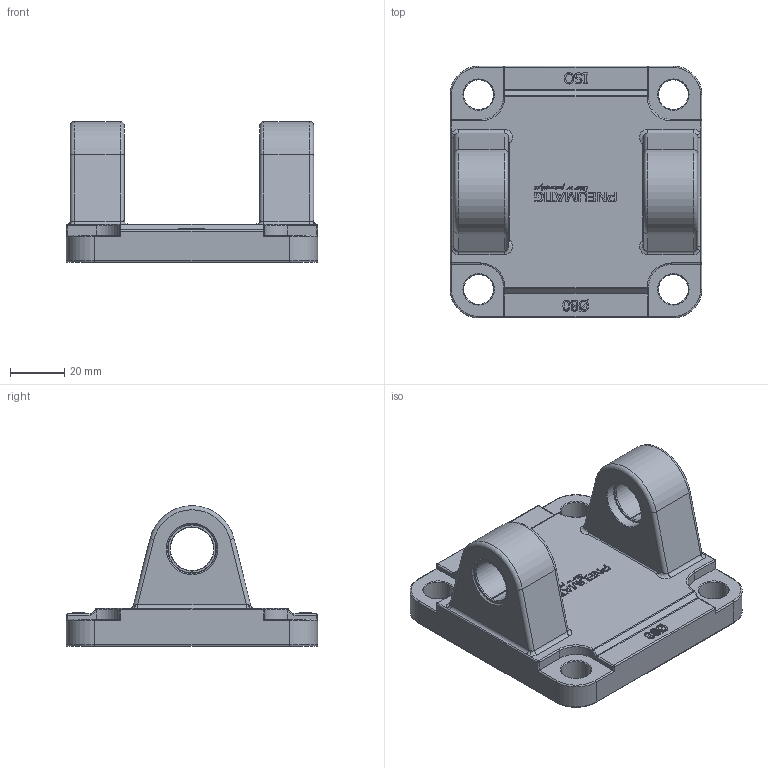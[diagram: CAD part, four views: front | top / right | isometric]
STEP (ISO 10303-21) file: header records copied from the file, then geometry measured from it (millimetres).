
FILE_DESCRIPTION(/* description */ (''),/* implementation_level */ '2;1');
FILE_NAME(/* name */ 'C-SF-80.stp',/* time_stamp */ '2015-11-16T14:55:46+01:00',/* author */ (''),/* organization */ (''),/* preprocessor_version */ 'ST-DEVELOPER v15.2',/* originating_system */ 'Autodesk Translator Framework v2.0.0.5431',/* authorisation */ '');
FILE_SCHEMA (('AUTOMOTIVE_DESIGN { 1 0 10303 214 3 1 1 }'));
Products named in the file (1): (Unsaved)
Bounding box: 93 x 93 x 52 mm (x, y, z)
Volume: 130410.9 mm3; surface area: 33634.2 mm2
Topology: 1 solids, 1 shells, 1188 faces, 3233 edges, 2091 vertices
Faces by surface type: bspline 726, plane 274, cylinder 79, cone 77, torus 20, sphere 12
Full cylindrical faces by diameter (mm): 11 x4, 18 x2, 45 x1
Entity records: 43763 total; most frequent: CARTESIAN_POINT 18699, ORIENTED_EDGE 6442, EDGE_CURVE 3201, DIRECTION 2990, VERTEX_POINT 2083, B_SPLINE_CURVE_WITH_KNOTS 1452, LINE 1434, VECTOR 1434
